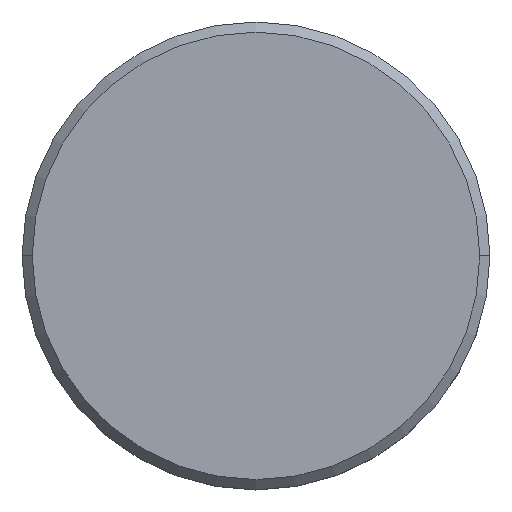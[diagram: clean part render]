
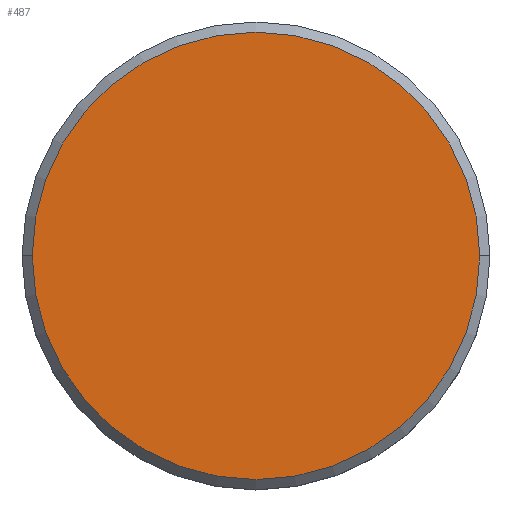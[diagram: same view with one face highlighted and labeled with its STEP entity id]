
A CAD part, top view. The second image highlights one B-rep face of the part: STEP entity #487.
In plain terms, the highlighted planar face has unit normal (0, 0, 1).
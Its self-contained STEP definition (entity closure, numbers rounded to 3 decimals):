
#64 = CARTESIAN_POINT ( 'NONE',  ( -11., 0., 0. ) ) ;
#79 = VERTEX_POINT ( 'NONE', #1100 ) ;
#86 = DIRECTION ( 'NONE',  ( 0., 0., 1. ) ) ;
#172 = CARTESIAN_POINT ( 'NONE',  ( 0., 0., 0. ) ) ;
#176 = FACE_OUTER_BOUND ( 'NONE', #605, .T. ) ;
#276 = DIRECTION ( 'NONE',  ( 0., 0., 1. ) ) ;
#348 = EDGE_CURVE ( 'NONE', #79, #383, #1062, .T. ) ;
#383 = VERTEX_POINT ( 'NONE', #64 ) ;
#446 = DIRECTION ( 'NONE',  ( 1., 0., 0. ) ) ;
#451 = DIRECTION ( 'NONE',  ( 1., 0., 0. ) ) ;
#487 = ADVANCED_FACE ( 'NONE', ( #176 ), #880, .T. ) ;
#509 = AXIS2_PLACEMENT_3D ( 'NONE', #172, #276, #446 ) ;
#542 = CARTESIAN_POINT ( 'NONE',  ( 0., 0., 0. ) ) ;
#566 = AXIS2_PLACEMENT_3D ( 'NONE', #542, #86, #451 ) ;
#568 = AXIS2_PLACEMENT_3D ( 'NONE', #687, #775, #584 ) ;
#584 = DIRECTION ( 'NONE',  ( 1., 0., 0. ) ) ;
#595 = ORIENTED_EDGE ( 'NONE', *, *, #348, .T. ) ;
#605 = EDGE_LOOP ( 'NONE', ( #1034, #595 ) ) ;
#655 = CIRCLE ( 'NONE', #568, 11. ) ;
#663 = EDGE_CURVE ( 'NONE', #383, #79, #655, .T. ) ;
#687 = CARTESIAN_POINT ( 'NONE',  ( 0., 0., 0. ) ) ;
#775 = DIRECTION ( 'NONE',  ( 0., 0., 1. ) ) ;
#880 = PLANE ( 'NONE',  #509 ) ;
#1034 = ORIENTED_EDGE ( 'NONE', *, *, #663, .T. ) ;
#1062 = CIRCLE ( 'NONE', #566, 11. ) ;
#1100 = CARTESIAN_POINT ( 'NONE',  ( 11., 0., 0. ) ) ;
